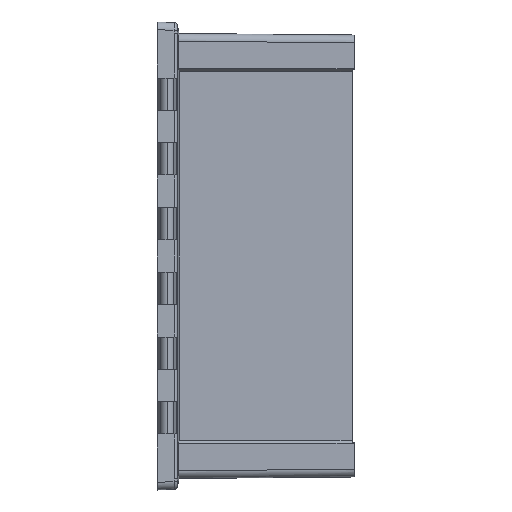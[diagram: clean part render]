
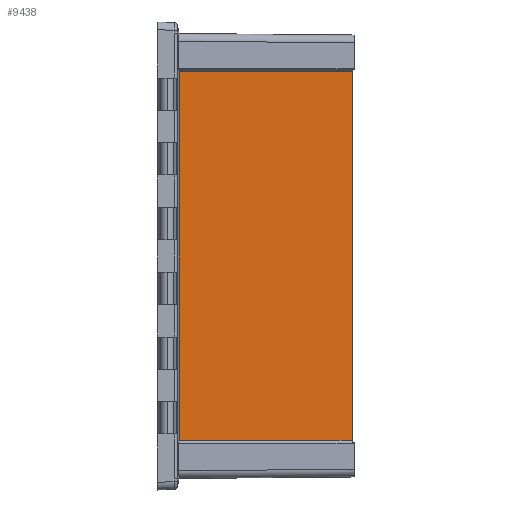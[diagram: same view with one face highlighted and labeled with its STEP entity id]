
A CAD part, left-side view. The second image highlights one B-rep face of the part: STEP entity #9438.
In plain terms, the highlighted planar face has unit normal (-1, -0.009, 0).
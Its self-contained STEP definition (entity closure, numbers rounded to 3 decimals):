
#1796=DIRECTION('',(0.,0.,1.));
#1797=VECTOR('',#1796,261.813);
#1798=CARTESIAN_POINT('',(-130.952,-15.705,
-130.906));
#1799=LINE('',#1798,#1797);
#1830=DIRECTION('',(-0.009,1.,0.001));
#1831=VECTOR('',#1830,122.799);
#1832=CARTESIAN_POINT('',(-129.88,-138.5,130.794));
#1833=LINE('',#1832,#1831);
#1834=DIRECTION('',(0.,0.,1.));
#1835=VECTOR('',#1834,261.588);
#1836=CARTESIAN_POINT('',(-129.88,-138.5,-130.794));
#1837=LINE('',#1836,#1835);
#1838=DIRECTION('',(0.009,-1.,0.001));
#1839=VECTOR('',#1838,122.799);
#1840=CARTESIAN_POINT('',(-130.952,-15.705,
-130.906));
#1841=LINE('',#1840,#1839);
#6179=CARTESIAN_POINT('',(-129.88,-138.5,130.794));
#6180=VERTEX_POINT('',#6179);
#6181=CARTESIAN_POINT('',(-129.88,-138.5,-130.794));
#6182=VERTEX_POINT('',#6181);
#6615=CARTESIAN_POINT('',(-130.952,-15.705,
130.906));
#6616=VERTEX_POINT('',#6615);
#6617=CARTESIAN_POINT('',(-130.952,-15.705,
-130.906));
#6618=VERTEX_POINT('',#6617);
#9426=CARTESIAN_POINT('',(-130.416,-77.103,0.));
#9427=DIRECTION('',(1.,0.009,0.));
#9428=DIRECTION('',(0.009,-1.,0.));
#9429=AXIS2_PLACEMENT_3D('',#9426,#9427,#9428);
#9430=PLANE('',#9429);
#9431=ORIENTED_EDGE('',*,*,#9396,.F.);
#9432=ORIENTED_EDGE('',*,*,#8625,.F.);
#9434=ORIENTED_EDGE('',*,*,#9433,.F.);
#9435=ORIENTED_EDGE('',*,*,#9406,.T.);
#9436=EDGE_LOOP('',(#9431,#9432,#9434,#9435));
#9437=FACE_OUTER_BOUND('',#9436,.F.);
#9438=ADVANCED_FACE('',(#9437),#9430,.F.);
#8625=EDGE_CURVE('',#6182,#6180,#1837,.T.);
#9396=EDGE_CURVE('',#6180,#6616,#1833,.T.);
#9406=EDGE_CURVE('',#6618,#6616,#1799,.T.);
#9433=EDGE_CURVE('',#6618,#6182,#1841,.T.);
